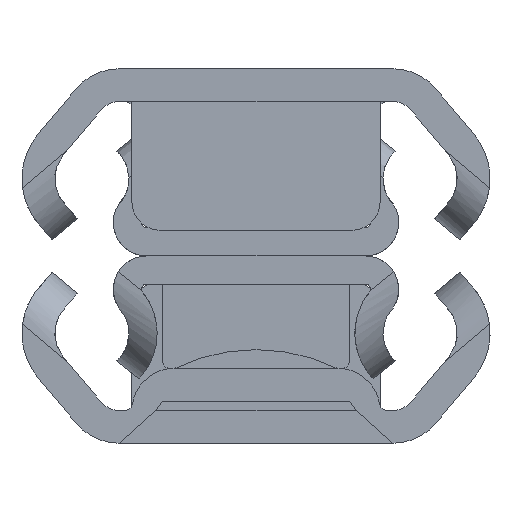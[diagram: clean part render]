
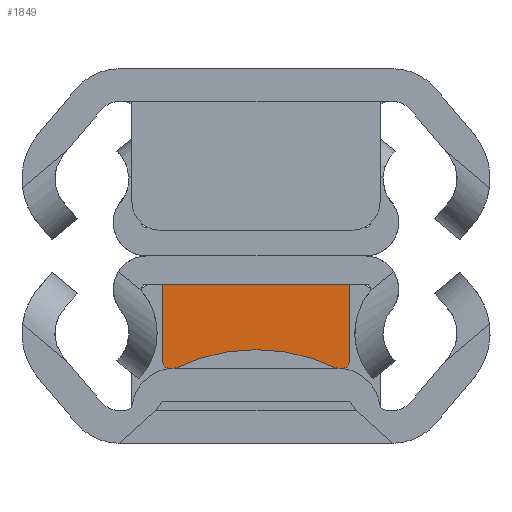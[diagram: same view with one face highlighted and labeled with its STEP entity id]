
A CAD part, left-side view. The second image highlights one B-rep face of the part: STEP entity #1849.
In plain terms, the highlighted face is planar.
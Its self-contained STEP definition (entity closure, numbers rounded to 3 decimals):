
#49 = VERTEX_POINT ( 'NONE', #2805 ) ;
#166 = CARTESIAN_POINT ( 'NONE',  ( -11.9, 0., -345.8 ) ) ;
#170 = CIRCLE ( 'NONE', #3725, 0.3 ) ;
#192 = DIRECTION ( 'NONE',  ( 0., -1., 0. ) ) ;
#343 = CARTESIAN_POINT ( 'NONE',  ( -4.8, -4., -345.8 ) ) ;
#383 = CARTESIAN_POINT ( 'NONE',  ( -4.8, 0., -345.8 ) ) ;
#393 = EDGE_CURVE ( 'NONE', #3173, #429, #1994, .T. ) ;
#407 = ORIENTED_EDGE ( 'NONE', *, *, #946, .T. ) ;
#429 = VERTEX_POINT ( 'NONE', #3158 ) ;
#545 = CARTESIAN_POINT ( 'NONE',  ( -4.8, 0., -345.8 ) ) ;
#576 = ORIENTED_EDGE ( 'NONE', *, *, #3962, .F. ) ;
#612 = CIRCLE ( 'NONE', #3449, 7.9 ) ;
#688 = VERTEX_POINT ( 'NONE', #3758 ) ;
#800 = LINE ( 'NONE', #858, #2783 ) ;
#858 = CARTESIAN_POINT ( 'NONE',  ( -1.2, 0., -345.8 ) ) ;
#887 = ORIENTED_EDGE ( 'NONE', *, *, #2087, .F. ) ;
#901 = LINE ( 'NONE', #2443, #3662 ) ;
#946 = EDGE_CURVE ( 'NONE', #3173, #2654, #612, .T. ) ;
#1041 = VERTEX_POINT ( 'NONE', #3260 ) ;
#1151 = EDGE_CURVE ( 'NONE', #688, #49, #800, .T. ) ;
#1215 = ORIENTED_EDGE ( 'NONE', *, *, #393, .F. ) ;
#1366 = CARTESIAN_POINT ( 'NONE',  ( -4.8, -3.7, -345.8 ) ) ;
#1466 = ORIENTED_EDGE ( 'NONE', *, *, #1151, .F. ) ;
#1609 = CARTESIAN_POINT ( 'NONE',  ( -4.8, 3.464, -345.8 ) ) ;
#1650 = CARTESIAN_POINT ( 'NONE',  ( -4.5, -3.7, -345.8 ) ) ;
#1667 = CARTESIAN_POINT ( 'NONE',  ( -4.5, 3.7, -345.8 ) ) ;
#1712 = DIRECTION ( 'NONE',  ( -1., 0., 0. ) ) ;
#1728 = DIRECTION ( 'NONE',  ( 0., 0., 1. ) ) ;
#1803 = DIRECTION ( 'NONE',  ( 0., 1., 0. ) ) ;
#1849 = ADVANCED_FACE ( 'NONE', ( #3442 ), #1891, .T. ) ;
#1891 = PLANE ( 'NONE',  #2694 ) ;
#1958 = EDGE_CURVE ( 'NONE', #3604, #429, #170, .T. ) ;
#1994 = LINE ( 'NONE', #383, #3103 ) ;
#2006 = DIRECTION ( 'NONE',  ( 1., 0., 0. ) ) ;
#2087 = EDGE_CURVE ( 'NONE', #3604, #688, #901, .T. ) ;
#2114 = LINE ( 'NONE', #545, #3835 ) ;
#2306 = CARTESIAN_POINT ( 'NONE',  ( -4.5, 4., -345.8 ) ) ;
#2348 = EDGE_CURVE ( 'NONE', #49, #1041, #3162, .T. ) ;
#2415 = VERTEX_POINT ( 'NONE', #1366 ) ;
#2443 = CARTESIAN_POINT ( 'NONE',  ( -1.2, 4., -345.8 ) ) ;
#2489 = CIRCLE ( 'NONE', #3289, 0.3 ) ;
#2654 = VERTEX_POINT ( 'NONE', #3981 ) ;
#2694 = AXIS2_PLACEMENT_3D ( 'NONE', #2818, #3809, #3499 ) ;
#2783 = VECTOR ( 'NONE', #192, 1000. ) ;
#2805 = CARTESIAN_POINT ( 'NONE',  ( -1.2, -4., -345.8 ) ) ;
#2818 = CARTESIAN_POINT ( 'NONE',  ( 0., 0., -345.8 ) ) ;
#2852 = DIRECTION ( 'NONE',  ( 0., 1., 0. ) ) ;
#2924 = DIRECTION ( 'NONE',  ( 0., 0., -1. ) ) ;
#3103 = VECTOR ( 'NONE', #2852, 1000. ) ;
#3149 = EDGE_CURVE ( 'NONE', #2415, #1041, #2489, .T. ) ;
#3158 = CARTESIAN_POINT ( 'NONE',  ( -4.8, 3.7, -345.8 ) ) ;
#3162 = LINE ( 'NONE', #343, #3346 ) ;
#3173 = VERTEX_POINT ( 'NONE', #1609 ) ;
#3244 = ORIENTED_EDGE ( 'NONE', *, *, #1958, .T. ) ;
#3260 = CARTESIAN_POINT ( 'NONE',  ( -4.5, -4., -345.8 ) ) ;
#3289 = AXIS2_PLACEMENT_3D ( 'NONE', #1650, #3866, #2006 ) ;
#3346 = VECTOR ( 'NONE', #3805, 1000. ) ;
#3442 = FACE_OUTER_BOUND ( 'NONE', #3863, .T. ) ;
#3449 = AXIS2_PLACEMENT_3D ( 'NONE', #166, #2924, #1712 ) ;
#3499 = DIRECTION ( 'NONE',  ( 1., 0., 0. ) ) ;
#3604 = VERTEX_POINT ( 'NONE', #2306 ) ;
#3662 = VECTOR ( 'NONE', #4004, 1000. ) ;
#3725 = AXIS2_PLACEMENT_3D ( 'NONE', #1667, #1728, #3861 ) ;
#3758 = CARTESIAN_POINT ( 'NONE',  ( -1.2, 4., -345.8 ) ) ;
#3797 = ORIENTED_EDGE ( 'NONE', *, *, #3149, .T. ) ;
#3805 = DIRECTION ( 'NONE',  ( -1., 0., 0. ) ) ;
#3809 = DIRECTION ( 'NONE',  ( 0., 0., 1. ) ) ;
#3835 = VECTOR ( 'NONE', #1803, 1000. ) ;
#3861 = DIRECTION ( 'NONE',  ( 1., 0., 0. ) ) ;
#3863 = EDGE_LOOP ( 'NONE', ( #576, #3797, #3894, #1466, #887, #3244, #1215, #407 ) ) ;
#3866 = DIRECTION ( 'NONE',  ( 0., 0., 1. ) ) ;
#3894 = ORIENTED_EDGE ( 'NONE', *, *, #2348, .F. ) ;
#3962 = EDGE_CURVE ( 'NONE', #2415, #2654, #2114, .T. ) ;
#3981 = CARTESIAN_POINT ( 'NONE',  ( -4.8, -3.464, -345.8 ) ) ;
#4004 = DIRECTION ( 'NONE',  ( 1., 0., 0. ) ) ;
